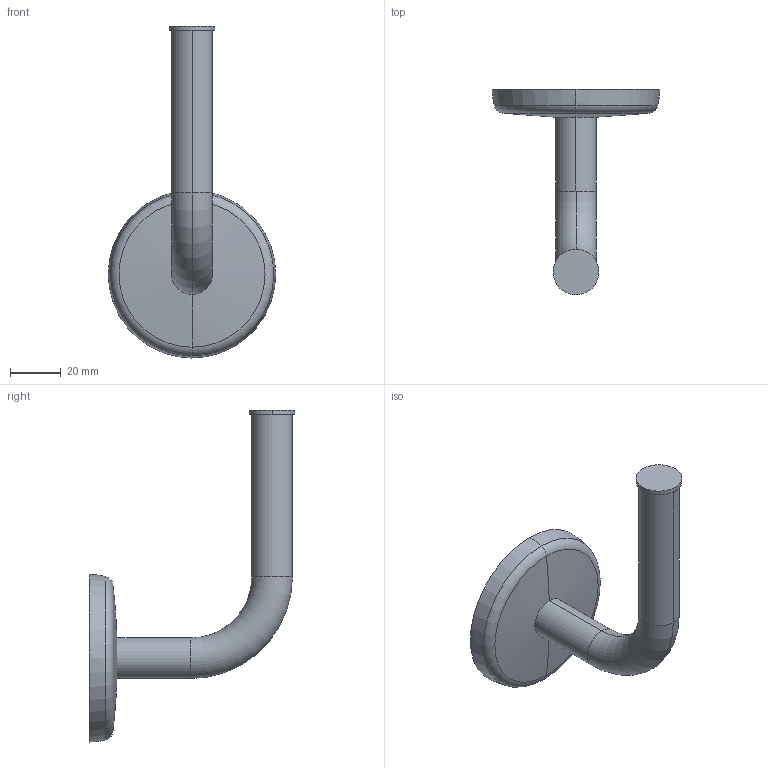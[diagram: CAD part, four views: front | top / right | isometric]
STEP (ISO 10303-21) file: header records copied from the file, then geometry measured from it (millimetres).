
FILE_DESCRIPTION((''),'2;1');
FILE_NAME('0307_WEB','2010-09-28T',('project'),(''),'PRO/ENGINEER BY PARAMETRIC TECHNOLOGY CORPORATION, 2009300','PRO/ENGINEER BY PARAMETRIC TECHNOLOGY CORPORATION, 2009300','');
FILE_SCHEMA(('CONFIG_CONTROL_DESIGN'));
Length unit declared in the file: inch
Products named in the file (1): 0307_WEB
Bounding box: 66 x 81.08 x 130.75 mm (x, y, z)
Volume: 41147.5 mm3; surface area: 22345.7 mm2
Topology: 1 solids, 3 shells, 38 faces, 78 edges, 44 vertices
Faces by surface type: cylinder 16, torus 6, plane 6, sphere 4, cone 4, bspline 2
Entity records: 1070 total; most frequent: CARTESIAN_POINT 210, DIRECTION 200, ORIENTED_EDGE 148, AXIS2_PLACEMENT_3D 90, EDGE_CURVE 74, CIRCLE 54, VERTEX_POINT 44, EDGE_LOOP 42
